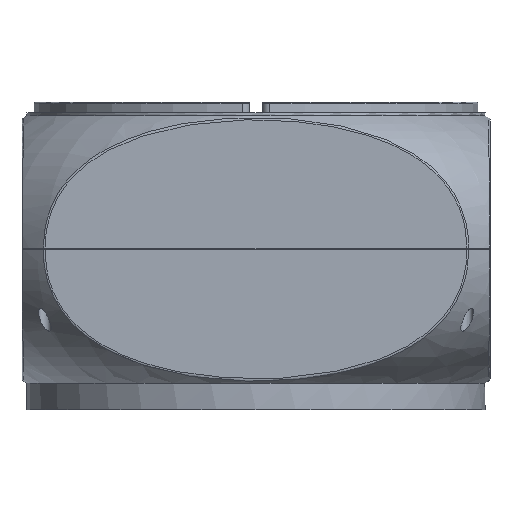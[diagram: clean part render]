
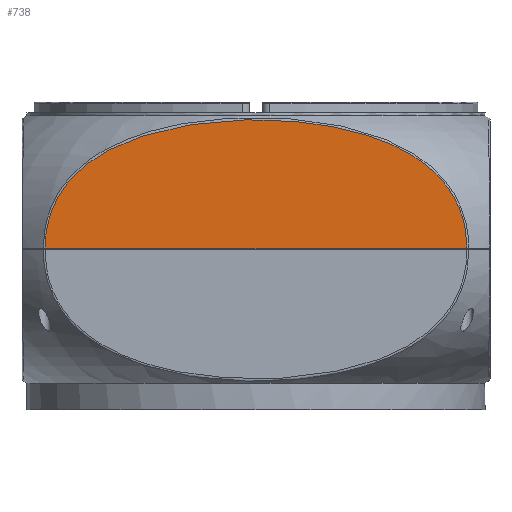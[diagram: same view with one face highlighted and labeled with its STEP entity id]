
A CAD part, front view. The second image highlights one B-rep face of the part: STEP entity #738.
In plain terms, the highlighted planar face has unit normal (0, -1, 0).
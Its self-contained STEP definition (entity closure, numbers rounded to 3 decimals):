
#738=ADVANCED_FACE('',(#1181),#1044,.F.);
#1044=PLANE('',#4897);
#1181=FACE_OUTER_BOUND('',#1400,.T.);
#1400=EDGE_LOOP('',(#2068,#2069));
#1845=B_SPLINE_CURVE_WITH_KNOTS('',3,(#7045,#7046,#7047,#7048,#7049,#7050,
#7051,#7052,#7053,#7054,#7055,#7056,#7057,#7058,#7059,#7060,#7061,#7062,
#7063,#7064,#7065,#7066,#7067,#7068,#7069,#7070,#7071,#7072,#7073,#7074,
#7075,#7076,#7077,#7078,#7079,#7080),.UNSPECIFIED.,.F.,.F.,(4,2,2,2,2,2,
2,2,2,2,2,2,2,2,2,2,2,4),(0.,0.062,0.094,0.125,
0.156,0.187,0.25,0.313,0.375,0.5,0.625,0.688,0.75,0.813,
0.875,0.906,0.938,1.),.UNSPECIFIED.);
#2068=ORIENTED_EDGE('',*,*,#3833,.T.);
#2069=ORIENTED_EDGE('',*,*,#3851,.T.);
#3365=VERTEX_POINT('',#6826);
#3366=VERTEX_POINT('',#6828);
#3833=EDGE_CURVE('',#3366,#3365,#4478,.T.);
#3851=EDGE_CURVE('',#3365,#3366,#1845,.T.);
#4478=LINE('',#6827,#4686);
#4686=VECTOR('',#5400,1.);
#4897=AXIS2_PLACEMENT_3D('',#7081,#5414,#5415);
#5400=DIRECTION('',(1.,0.,0.));
#5414=DIRECTION('',(0.,1.,0.));
#5415=DIRECTION('',(0.,0.,1.));
#6826=CARTESIAN_POINT('',(157.826,-175.,0.151));
#6827=CARTESIAN_POINT('',(0.,-175.,0.151));
#6828=CARTESIAN_POINT('',(-157.826,-175.,0.151));
#7045=CARTESIAN_POINT('',(157.826,-175.,0.151));
#7046=CARTESIAN_POINT('',(157.808,-175.,8.835));
#7047=CARTESIAN_POINT('',(156.616,-175.,17.315));
#7048=CARTESIAN_POINT('',(152.624,-175.,29.655));
#7049=CARTESIAN_POINT('',(150.921,-175.,33.676));
#7050=CARTESIAN_POINT('',(146.91,-175.,41.23));
#7051=CARTESIAN_POINT('',(144.589,-175.,44.808));
#7052=CARTESIAN_POINT('',(139.349,-175.,51.588));
#7053=CARTESIAN_POINT('',(136.4,-175.,54.814));
#7054=CARTESIAN_POINT('',(130.124,-175.,60.739));
#7055=CARTESIAN_POINT('',(126.795,-175.,63.452));
#7056=CARTESIAN_POINT('',(116.329,-175.,70.967));
#7057=CARTESIAN_POINT('',(108.667,-175.,75.162));
#7058=CARTESIAN_POINT('',(92.999,-175.,82.103));
#7059=CARTESIAN_POINT('',(84.921,-175.,84.901));
#7060=CARTESIAN_POINT('',(68.417,-175.,89.533));
#7061=CARTESIAN_POINT('',(59.967,-175.,91.363));
#7062=CARTESIAN_POINT('',(34.482,-175.,95.633));
#7063=CARTESIAN_POINT('',(17.191,-175.,96.912));
#7064=CARTESIAN_POINT('',(-17.187,-175.,96.913));
#7065=CARTESIAN_POINT('',(-34.232,-175.,95.65));
#7066=CARTESIAN_POINT('',(-59.535,-175.,91.447));
#7067=CARTESIAN_POINT('',(-67.924,-175.,89.653));
#7068=CARTESIAN_POINT('',(-84.583,-175.,85.014));
#7069=CARTESIAN_POINT('',(-92.746,-175.,82.2));
#7070=CARTESIAN_POINT('',(-108.506,-175.,75.247));
#7071=CARTESIAN_POINT('',(-116.178,-175.,71.054));
#7072=CARTESIAN_POINT('',(-130.097,-175.,61.101));
#7073=CARTESIAN_POINT('',(-136.442,-175.,55.294));
#7074=CARTESIAN_POINT('',(-144.465,-175.,44.994));
#7075=CARTESIAN_POINT('',(-146.819,-175.,41.381));
#7076=CARTESIAN_POINT('',(-150.871,-175.,33.788));
#7077=CARTESIAN_POINT('',(-152.577,-175.,29.778));
#7078=CARTESIAN_POINT('',(-156.61,-175.,17.374));
#7079=CARTESIAN_POINT('',(-157.808,-175.,8.859));
#7080=CARTESIAN_POINT('',(-157.826,-175.,0.151));
#7081=CARTESIAN_POINT('',(175.,-175.,-60.));
